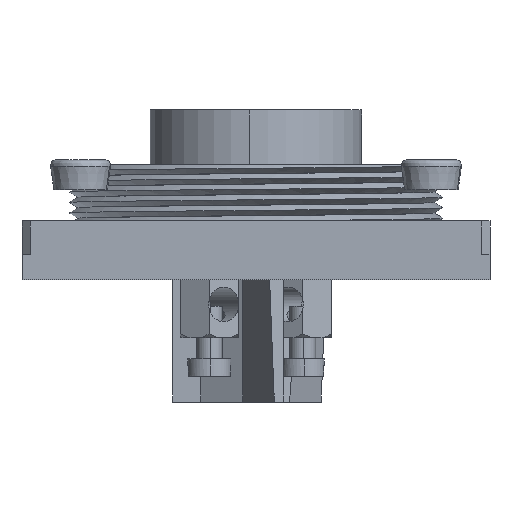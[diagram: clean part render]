
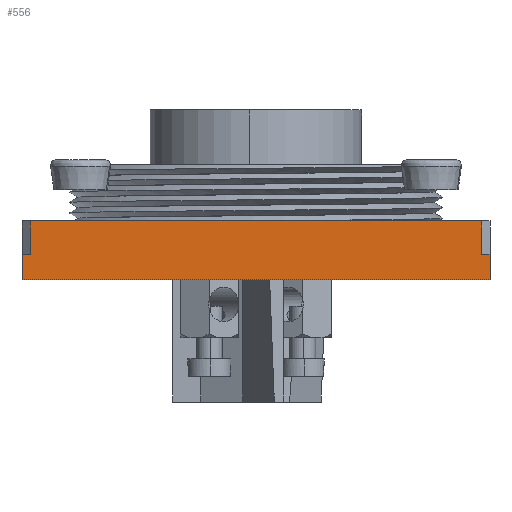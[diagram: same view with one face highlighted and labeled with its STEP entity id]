
A CAD part, front view. The second image highlights one B-rep face of the part: STEP entity #556.
In plain terms, the highlighted planar face has unit normal (0, -1, 0).
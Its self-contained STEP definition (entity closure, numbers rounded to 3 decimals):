
#556=ADVANCED_FACE('',(#1489),#1490,.T.);
#1489=FACE_OUTER_BOUND('',#4462,.T.);
#1490=PLANE('',#4463);
#4462=EDGE_LOOP('',(#8101,#8102,#8103,#8104,#8105,#8106,#8107,#8108));
#4463=AXIS2_PLACEMENT_3D('',#8109,#8110,#8111);
#8101=ORIENTED_EDGE('',*,*,#10494,.T.);
#8102=ORIENTED_EDGE('',*,*,#10467,.F.);
#8103=ORIENTED_EDGE('',*,*,#10492,.F.);
#8104=ORIENTED_EDGE('',*,*,#10495,.F.);
#8105=ORIENTED_EDGE('',*,*,#10488,.F.);
#8106=ORIENTED_EDGE('',*,*,#10496,.T.);
#8107=ORIENTED_EDGE('',*,*,#10497,.T.);
#8108=ORIENTED_EDGE('',*,*,#10498,.F.);
#8109=CARTESIAN_POINT('',(0.,-22.225,-5.681));
#8110=DIRECTION('',(0.0,-1.0,0.0));
#8111=DIRECTION('',(0.0,0.0,-1.0));
#10467=EDGE_CURVE('',#12065,#12067,#12068,.T.);
#10488=EDGE_CURVE('',#12100,#12102,#12103,.T.);
#10492=EDGE_CURVE('',#12106,#12065,#12108,.T.);
#10494=EDGE_CURVE('',#12110,#12067,#12111,.T.);
#10495=EDGE_CURVE('',#12102,#12106,#12112,.T.);
#10496=EDGE_CURVE('',#12100,#12113,#12114,.T.);
#10497=EDGE_CURVE('',#12113,#12115,#12116,.T.);
#10498=EDGE_CURVE('',#12110,#12115,#12117,.T.);
#12065=VERTEX_POINT('',#17649);
#12067=VERTEX_POINT('',#17652);
#12068=LINE('',#17653,#17654);
#12100=VERTEX_POINT('',#17712);
#12102=VERTEX_POINT('',#17715);
#12103=LINE('',#17716,#17717);
#12106=VERTEX_POINT('',#17721);
#12108=LINE('',#17724,#17725);
#12110=VERTEX_POINT('',#17727);
#12111=LINE('',#17728,#17729);
#12112=LINE('',#17730,#17731);
#12113=VERTEX_POINT('',#17732);
#12114=LINE('',#17733,#17734);
#12115=VERTEX_POINT('',#17735);
#12116=LINE('',#17736,#17737);
#12117=LINE('',#17738,#17739);
#17649=CARTESIAN_POINT('',(-21.435,-22.225,0.0));
#17652=CARTESIAN_POINT('',(21.435,-22.225,0.0));
#17653=CARTESIAN_POINT('',(-21.435,-22.225,0.0));
#17654=VECTOR('',#20576,42.87);
#17712=CARTESIAN_POINT('',(-22.225,-22.225,-5.57));
#17715=CARTESIAN_POINT('',(-22.225,-22.225,-3.17));
#17716=CARTESIAN_POINT('',(-22.225,-22.225,-5.57));
#17717=VECTOR('',#20611,2.4);
#17721=CARTESIAN_POINT('',(-21.435,-22.225,-3.17));
#17724=CARTESIAN_POINT('',(-21.435,-22.225,-3.17));
#17725=VECTOR('',#20614,3.17);
#17727=CARTESIAN_POINT('',(21.435,-22.225,-3.17));
#17728=CARTESIAN_POINT('',(21.435,-22.225,-3.17));
#17729=VECTOR('',#20615,3.17);
#17730=CARTESIAN_POINT('',(-22.225,-22.225,-3.17));
#17731=VECTOR('',#20616,0.79);
#17732=CARTESIAN_POINT('',(22.225,-22.225,-5.57));
#17733=CARTESIAN_POINT('',(-22.225,-22.225,-5.57));
#17734=VECTOR('',#20617,44.45);
#17735=CARTESIAN_POINT('',(22.225,-22.225,-3.17));
#17736=CARTESIAN_POINT('',(22.225,-22.225,-5.57));
#17737=VECTOR('',#20618,2.4);
#17738=CARTESIAN_POINT('',(21.435,-22.225,-3.17));
#17739=VECTOR('',#20619,0.79);
#20576=DIRECTION('',(1.0,0.0,0.0));
#20611=DIRECTION('',(0.0,0.0,1.0));
#20614=DIRECTION('',(0.0,0.0,1.0));
#20615=DIRECTION('',(0.0,0.0,1.0));
#20616=DIRECTION('',(1.0,0.0,0.0));
#20617=DIRECTION('',(1.0,0.0,0.0));
#20618=DIRECTION('',(0.0,0.0,1.0));
#20619=DIRECTION('',(1.0,0.0,0.0));
